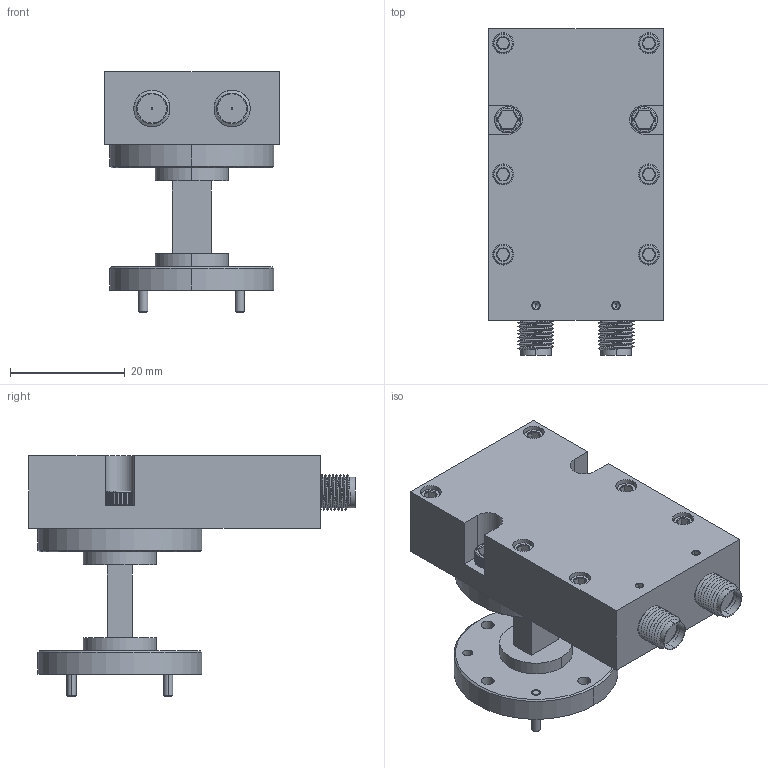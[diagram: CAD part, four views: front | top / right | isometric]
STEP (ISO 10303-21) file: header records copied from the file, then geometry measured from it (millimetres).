
FILE_DESCRIPTION (( 'STEP AP214' ), '1' );
FILE_NAME ('FH-U2-A, Defeatured.STEP', '2024-04-08T21:48:45', ( '' ), ( '' ), 'SwSTEP 2.0', 'SolidWorks 2021', '' );
FILE_SCHEMA (( 'AUTOMOTIVE_DESIGN' ));
Length unit declared in the file: inch
Products named in the file (1): FH-U2-A, Defeatured
Bounding box: 30.48 x 56.93 x 41.97 mm (x, y, z)
Volume: 24999.2 mm3; surface area: 9871.2 mm2
Topology: 3 solids, 3 shells, 731 faces, 1858 edges, 1179 vertices
Faces by surface type: plane 341, cylinder 270, cone 108, bspline 8, torus 4
Entity records: 34261 total; most frequent: CARTESIAN_POINT 8515, ORIENTED_EDGE 3704, DIRECTION 3285, EDGE_CURVE 1852, AXIS2_PLACEMENT_3D 1279, VERTEX_POINT 1179, EDGE_LOOP 809, ADVANCED_FACE 731
